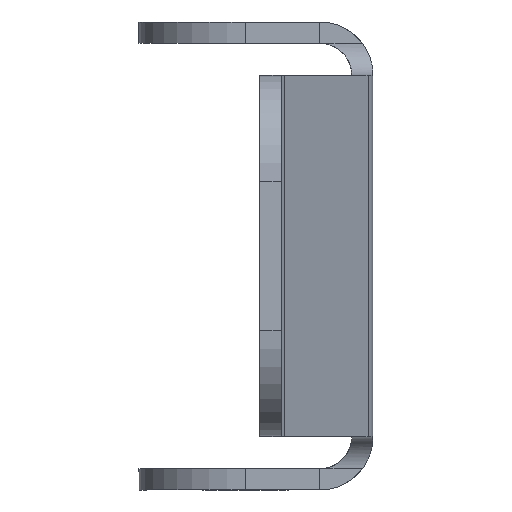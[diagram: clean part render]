
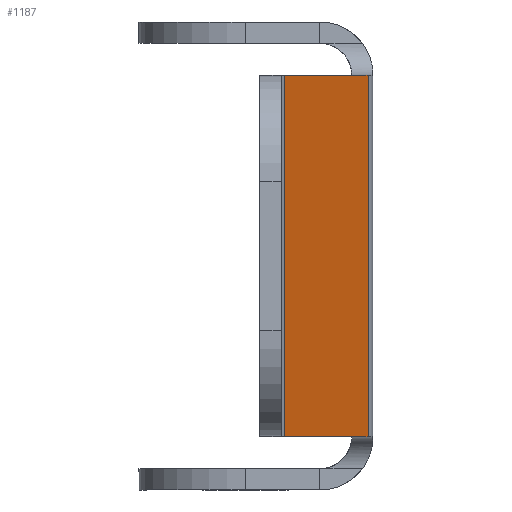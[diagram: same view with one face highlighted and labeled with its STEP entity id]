
A CAD part, left-side view. The second image highlights one B-rep face of the part: STEP entity #1187.
In plain terms, the highlighted planar face has unit normal (-0.423, -0.906, 0).
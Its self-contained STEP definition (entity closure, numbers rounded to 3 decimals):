
#15 = PLANE ( 'NONE',  #364 ) ;
#16 = CARTESIAN_POINT ( 'NONE',  ( -1.738, -3.728, 0. ) ) ;
#21 = DIRECTION ( 'NONE',  ( 0.423, 0.906, 0. ) ) ;
#22 = DIRECTION ( 'NONE',  ( -0.906, 0.423, 0. ) ) ;
#33 = CARTESIAN_POINT ( 'NONE',  ( -6.448, -1.532, 0. ) ) ;
#34 = DIRECTION ( 'NONE',  ( 0., 0., -1. ) ) ;
#193 = VERTEX_POINT ( 'NONE', #257 ) ;
#212 = EDGE_LOOP ( 'NONE', ( #565, #566, #567, #568 ) ) ;
#231 = EDGE_CURVE ( 'NONE', #1017, #1588, #1233, .T. ) ;
#237 = EDGE_CURVE ( 'NONE', #1604, #193, #1247, .T. ) ;
#257 = CARTESIAN_POINT ( 'NONE',  ( -6.448, -1.532, -37. ) ) ;
#364 = AXIS2_PLACEMENT_3D ( 'NONE', #16, #21, #22 ) ;
#435 = CARTESIAN_POINT ( 'NONE',  ( -23.971, 6.64, -3. ) ) ;
#514 = EDGE_CURVE ( 'NONE', #1604, #1588, #1537, .T. ) ;
#565 = ORIENTED_EDGE ( 'NONE', *, *, #514, .F. ) ;
#566 = ORIENTED_EDGE ( 'NONE', *, *, #237, .T. ) ;
#567 = ORIENTED_EDGE ( 'NONE', *, *, #1441, .F. ) ;
#568 = ORIENTED_EDGE ( 'NONE', *, *, #231, .T. ) ;
#610 = CARTESIAN_POINT ( 'NONE',  ( -6.448, -1.532, -3. ) ) ;
#706 = FACE_OUTER_BOUND ( 'NONE', #212, .T. ) ;
#707 = VECTOR ( 'NONE', #34, 1000. ) ;
#710 = LINE ( 'NONE', #33, #707 ) ;
#789 = CARTESIAN_POINT ( 'NONE',  ( -5.845, -1.813, -37. ) ) ;
#790 = DIRECTION ( 'NONE',  ( 0.906, -0.423, 0. ) ) ;
#1017 = VERTEX_POINT ( 'NONE', #610 ) ;
#1141 = DIRECTION ( 'NONE',  ( -0.906, 0.423, 0. ) ) ;
#1187 = ADVANCED_FACE ( 'NONE', ( #706 ), #15, .F. ) ;
#1233 = LINE ( 'NONE', #435, #1238 ) ;
#1238 = VECTOR ( 'NONE', #1141, 1000. ) ;
#1247 = LINE ( 'NONE', #789, #1405 ) ;
#1270 = CARTESIAN_POINT ( 'NONE',  ( -23.369, 6.359, -3. ) ) ;
#1284 = CARTESIAN_POINT ( 'NONE',  ( -23.369, 6.359, -37. ) ) ;
#1400 = CARTESIAN_POINT ( 'NONE',  ( -23.369, 6.359, -37. ) ) ;
#1402 = DIRECTION ( 'NONE',  ( 0., 0., 1. ) ) ;
#1405 = VECTOR ( 'NONE', #790, 1000. ) ;
#1441 = EDGE_CURVE ( 'NONE', #1017, #193, #710, .T. ) ;
#1537 = LINE ( 'NONE', #1400, #1538 ) ;
#1538 = VECTOR ( 'NONE', #1402, 1000. ) ;
#1588 = VERTEX_POINT ( 'NONE', #1270 ) ;
#1604 = VERTEX_POINT ( 'NONE', #1284 ) ;
